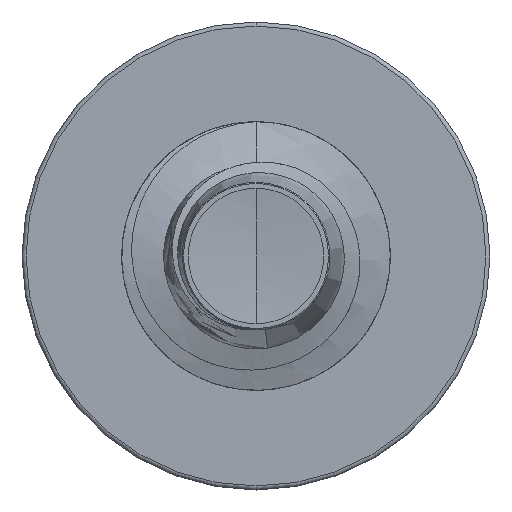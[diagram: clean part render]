
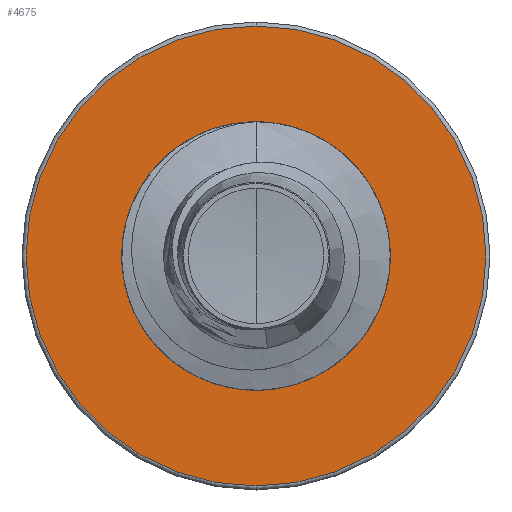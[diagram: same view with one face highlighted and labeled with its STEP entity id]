
A CAD part, front view. The second image highlights one B-rep face of the part: STEP entity #4675.
In plain terms, the highlighted planar face has unit normal (0, -1, 0).
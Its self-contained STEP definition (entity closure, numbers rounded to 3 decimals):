
#806 = CARTESIAN_POINT ( 'NONE',  ( 0., 15., 0. ) ) ;
#2168 = CIRCLE ( 'NONE', #7017, 2.998 ) ;
#2775 = DIRECTION ( 'NONE',  ( 0., 0., 1. ) ) ;
#3108 = CIRCLE ( 'NONE', #9759, 2.998 ) ;
#3355 = VERTEX_POINT ( 'NONE', #14275 ) ;
#3735 = DIRECTION ( 'NONE',  ( 0., 0., 1. ) ) ;
#4675 = ADVANCED_FACE ( 'NONE', ( #13289, #22581 ), #13485, .F. ) ;
#4918 = ORIENTED_EDGE ( 'NONE', *, *, #23216, .F. ) ;
#6608 = CIRCLE ( 'NONE', #7829, 1.722 ) ;
#7017 = AXIS2_PLACEMENT_3D ( 'NONE', #25773, #17163, #2775 ) ;
#7424 = AXIS2_PLACEMENT_3D ( 'NONE', #22782, #12177, #24126 ) ;
#7829 = AXIS2_PLACEMENT_3D ( 'NONE', #806, #17764, #3735 ) ;
#9063 = DIRECTION ( 'NONE',  ( 0., 1., 0. ) ) ;
#9285 = EDGE_LOOP ( 'NONE', ( #18161, #13577 ) ) ;
#9759 = AXIS2_PLACEMENT_3D ( 'NONE', #20956, #9063, #22415 ) ;
#12177 = DIRECTION ( 'NONE',  ( 0., 1., 0. ) ) ;
#12525 = CARTESIAN_POINT ( 'NONE',  ( 0., 15., -1.722 ) ) ;
#13069 = DIRECTION ( 'NONE',  ( 0., 1., 0. ) ) ;
#13289 = FACE_OUTER_BOUND ( 'NONE', #14570, .T. ) ;
#13292 = DIRECTION ( 'NONE',  ( 0., 0., 1. ) ) ;
#13485 = PLANE ( 'NONE',  #20954 ) ;
#13577 = ORIENTED_EDGE ( 'NONE', *, *, #22985, .T. ) ;
#14275 = CARTESIAN_POINT ( 'NONE',  ( 0., 15., -1.722 ) ) ;
#14570 = EDGE_LOOP ( 'NONE', ( #16160, #4918 ) ) ;
#14757 = CARTESIAN_POINT ( 'NONE',  ( 0., 15., -2.997 ) ) ;
#16160 = ORIENTED_EDGE ( 'NONE', *, *, #21816, .F. ) ;
#16880 = VERTEX_POINT ( 'NONE', #23829 ) ;
#17163 = DIRECTION ( 'NONE',  ( 0., 1., 0. ) ) ;
#17764 = DIRECTION ( 'NONE',  ( 0., 1., 0. ) ) ;
#18004 = VERTEX_POINT ( 'NONE', #22944 ) ;
#18161 = ORIENTED_EDGE ( 'NONE', *, *, #22886, .T. ) ;
#18392 = CIRCLE ( 'NONE', #7424, 1.722 ) ;
#20954 = AXIS2_PLACEMENT_3D ( 'NONE', #12525, #13069, #13292 ) ;
#20956 = CARTESIAN_POINT ( 'NONE',  ( 0., 15., 0. ) ) ;
#21816 = EDGE_CURVE ( 'NONE', #16880, #22368, #3108, .T. ) ;
#22368 = VERTEX_POINT ( 'NONE', #14757 ) ;
#22415 = DIRECTION ( 'NONE',  ( 0., 0., 1. ) ) ;
#22581 = FACE_BOUND ( 'NONE', #9285, .T. ) ;
#22782 = CARTESIAN_POINT ( 'NONE',  ( 0., 15., 0. ) ) ;
#22886 = EDGE_CURVE ( 'NONE', #18004, #3355, #6608, .T. ) ;
#22944 = CARTESIAN_POINT ( 'NONE',  ( 0., 15., 1.722 ) ) ;
#22985 = EDGE_CURVE ( 'NONE', #3355, #18004, #18392, .T. ) ;
#23216 = EDGE_CURVE ( 'NONE', #22368, #16880, #2168, .T. ) ;
#23829 = CARTESIAN_POINT ( 'NONE',  ( 0., 15., 2.998 ) ) ;
#24126 = DIRECTION ( 'NONE',  ( 0., 0., 1. ) ) ;
#25773 = CARTESIAN_POINT ( 'NONE',  ( 0., 15., 0. ) ) ;
